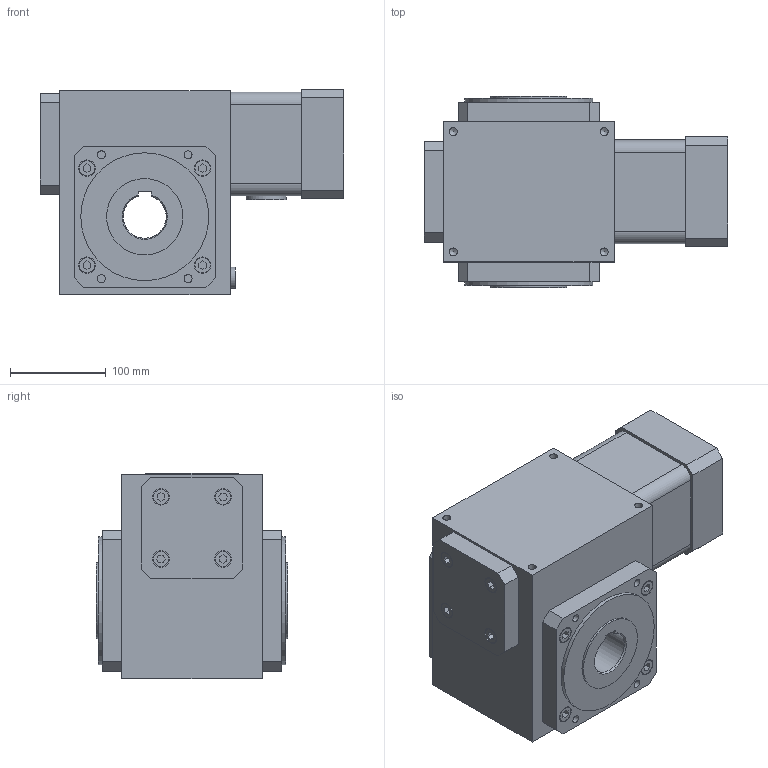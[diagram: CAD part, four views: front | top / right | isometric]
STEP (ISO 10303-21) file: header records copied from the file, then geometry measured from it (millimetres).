
FILE_DESCRIPTION(/* description */ ('Unknown'),/* implementation_level */ '2;1');
FILE_NAME(/* name */ 'W076015.SKHS03DJMDP-',/* time_stamp */ '2024-09-10T18:42:59-04:00',/* author */ ('Unknown'),/* organization */ ('Unknown'),/* preprocessor_version */ 'ST-DEVELOPER v18.1',/* originating_system */ 'Solid Edge',/* authorisation */ 'Unknown');
FILE_SCHEMA (('AUTOMOTIVE_DESIGN {1 0 10303 214 3 1 1}'));
Length unit declared in the file: millimetre
Products named in the file (7): W076015.SKHS03DJMDP-; 76WS-1-CP; 76WM-M20-CP; RG2530K-P; MP2DJMD-CP; 76WM-OUTH-45; 76WS-WCAP
Assembly tree (7 placements, depth 2):
  W076015.SKHS03DJMDP-
    76WS-1-CP
    76WM-M20-CP
    RG2530K-P
    MP2DJMD-CP
    76WM-OUTH-45  x2
    76WS-WCAP
Bounding box: 318.16 x 200 x 215.63 mm (x, y, z)
Volume: 7368322.6 mm3; surface area: 619749.4 mm2
Topology: 7 solids, 7 shells, 397 faces, 942 edges, 629 vertices
Faces by surface type: plane 261, cylinder 115, cone 21
Full cylindrical faces by diameter (mm): 6.647 x8, 8.376 x24, 8.5 x2, 10 x8, 16 x16, 17.25 x16, 21.9 x1, 24.005 x1, 26.935 x1, 40 x2, 79.905 x5, 80 x2, 85 x1, 90.053 x1, 110 x1, 133.935 x2
Entity records: 10555 total; most frequent: CARTESIAN_POINT 1588, DIRECTION 1490, ORIENTED_EDGE 1290, EDGE_CURVE 645, AXIS2_PLACEMENT_3D 521, FACE_BOUND 509, EDGE_LOOP 495, VERTEX_POINT 490
